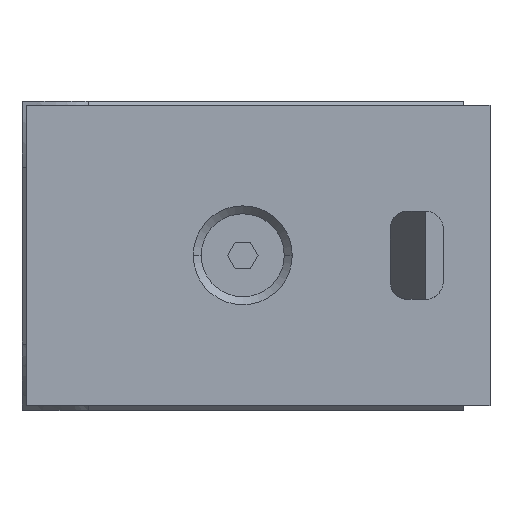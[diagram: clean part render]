
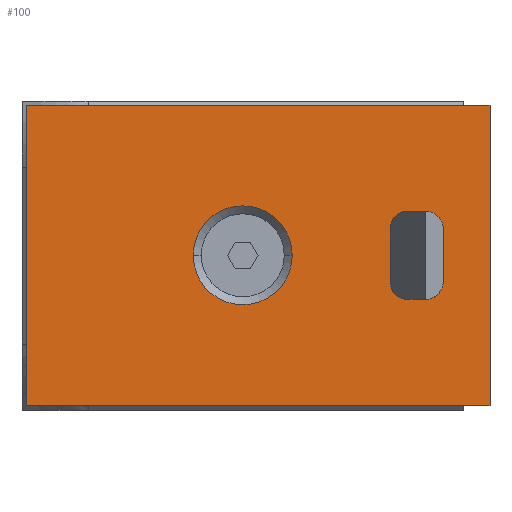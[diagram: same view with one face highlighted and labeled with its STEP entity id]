
A CAD part, top view. The second image highlights one B-rep face of the part: STEP entity #100.
In plain terms, the highlighted planar face has unit normal (0, 0, 1).
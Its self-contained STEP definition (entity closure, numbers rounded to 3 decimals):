
#82 = EDGE_CURVE ( 'NONE', #220, #270, #1135, .T. ) ;
#100 = ADVANCED_FACE ( 'NONE', ( #1160, #1159, #1158 ), #1166, .T. ) ;
#101 = EDGE_LOOP ( 'NONE', ( #102, #257 ) ) ;
#102 = ORIENTED_EDGE ( 'NONE', *, *, #82, .T. ) ;
#110 = EDGE_CURVE ( 'NONE', #348, #120, #1148, .T. ) ;
#111 = VERTEX_POINT ( 'NONE', #1144 ) ;
#117 = ORIENTED_EDGE ( 'NONE', *, *, #118, .F. ) ;
#118 = EDGE_CURVE ( 'NONE', #119, #310, #1072, .T. ) ;
#119 = VERTEX_POINT ( 'NONE', #1068 ) ;
#120 = VERTEX_POINT ( 'NONE', #1067 ) ;
#121 = VERTEX_POINT ( 'NONE', #1066 ) ;
#122 = ORIENTED_EDGE ( 'NONE', *, *, #368, .T. ) ;
#171 = EDGE_CURVE ( 'NONE', #266, #172, #1275, .T. ) ;
#172 = VERTEX_POINT ( 'NONE', #1244 ) ;
#173 = ORIENTED_EDGE ( 'NONE', *, *, #332, .T. ) ;
#220 = VERTEX_POINT ( 'NONE', #1330 ) ;
#257 = ORIENTED_EDGE ( 'NONE', *, *, #258, .T. ) ;
#258 = EDGE_CURVE ( 'NONE', #270, #220, #1386, .T. ) ;
#259 = EDGE_LOOP ( 'NONE', ( #260, #264, #267, #173 ) ) ;
#260 = ORIENTED_EDGE ( 'NONE', *, *, #261, .T. ) ;
#261 = EDGE_CURVE ( 'NONE', #262, #263, #1387, .T. ) ;
#262 = VERTEX_POINT ( 'NONE', #1322 ) ;
#263 = VERTEX_POINT ( 'NONE', #1321 ) ;
#264 = ORIENTED_EDGE ( 'NONE', *, *, #265, .T. ) ;
#265 = EDGE_CURVE ( 'NONE', #263, #266, #1320, .T. ) ;
#266 = VERTEX_POINT ( 'NONE', #1432 ) ;
#267 = ORIENTED_EDGE ( 'NONE', *, *, #171, .T. ) ;
#270 = VERTEX_POINT ( 'NONE', #1431 ) ;
#281 = EDGE_CURVE ( 'NONE', #121, #111, #1412, .T. ) ;
#282 = EDGE_CURVE ( 'NONE', #119, #111, #1408, .T. ) ;
#285 = EDGE_CURVE ( 'NONE', #348, #310, #1376, .T. ) ;
#286 = EDGE_CURVE ( 'NONE', #370, #374, #1471, .T. ) ;
#310 = VERTEX_POINT ( 'NONE', #1578 ) ;
#330 = ORIENTED_EDGE ( 'NONE', *, *, #285, .T. ) ;
#331 = ORIENTED_EDGE ( 'NONE', *, *, #373, .T. ) ;
#332 = EDGE_CURVE ( 'NONE', #172, #262, #1663, .T. ) ;
#333 = ORIENTED_EDGE ( 'NONE', *, *, #110, .F. ) ;
#347 = ORIENTED_EDGE ( 'NONE', *, *, #282, .T. ) ;
#348 = VERTEX_POINT ( 'NONE', #1605 ) ;
#368 = EDGE_CURVE ( 'NONE', #121, #374, #1563, .T. ) ;
#369 = ORIENTED_EDGE ( 'NONE', *, *, #281, .F. ) ;
#370 = VERTEX_POINT ( 'NONE', #1558 ) ;
#371 = ORIENTED_EDGE ( 'NONE', *, *, #286, .F. ) ;
#372 = EDGE_LOOP ( 'NONE', ( #369, #122, #371, #331, #333, #330, #117, #347 ) ) ;
#373 = EDGE_CURVE ( 'NONE', #370, #120, #1557, .T. ) ;
#374 = VERTEX_POINT ( 'NONE', #1552 ) ;
#1066 = CARTESIAN_POINT ( 'NONE',  ( 45.7, 22.5, 65. ) ) ;
#1067 = CARTESIAN_POINT ( 'NONE',  ( 45.7, 12.5, 65. ) ) ;
#1068 = CARTESIAN_POINT ( 'NONE',  ( 41.7, 20.5, 65. ) ) ;
#1069 = DIRECTION ( 'NONE',  ( 0., -1., 0. ) ) ;
#1070 = VECTOR ( 'NONE', #1069, 1000. ) ;
#1071 = CARTESIAN_POINT ( 'NONE',  ( 41.7, 12.5, 65. ) ) ;
#1072 = LINE ( 'NONE', #1071, #1070 ) ;
#1131 = DIRECTION ( 'NONE',  ( 1., 0., 0. ) ) ;
#1132 = DIRECTION ( 'NONE',  ( 0., 0., -1. ) ) ;
#1133 = CARTESIAN_POINT ( 'NONE',  ( 25., 17.5, 65. ) ) ;
#1134 = AXIS2_PLACEMENT_3D ( 'NONE', #1133, #1132, #1131 ) ;
#1135 = CIRCLE ( 'NONE', #1134, 5.6 ) ;
#1144 = CARTESIAN_POINT ( 'NONE',  ( 43.7, 22.5, 65. ) ) ;
#1145 = DIRECTION ( 'NONE',  ( 1., 0., 0. ) ) ;
#1146 = VECTOR ( 'NONE', #1145, 1000. ) ;
#1147 = CARTESIAN_POINT ( 'NONE',  ( 47.7, 12.5, 65. ) ) ;
#1148 = LINE ( 'NONE', #1147, #1146 ) ;
#1153 = DIRECTION ( 'NONE',  ( 1., 0., 0. ) ) ;
#1154 = DIRECTION ( 'NONE',  ( 0., 0., 1. ) ) ;
#1155 = CARTESIAN_POINT ( 'NONE',  ( 53., 0.5, 65. ) ) ;
#1156 = AXIS2_PLACEMENT_3D ( 'NONE', #1155, #1154, #1153 ) ;
#1158 = FACE_BOUND ( 'NONE', #372, .T. ) ;
#1159 = FACE_OUTER_BOUND ( 'NONE', #259, .T. ) ;
#1160 = FACE_BOUND ( 'NONE', #101, .T. ) ;
#1166 = PLANE ( 'NONE',  #1156 ) ;
#1244 = CARTESIAN_POINT ( 'NONE',  ( 0.5, 0.5, 65. ) ) ;
#1267 = DIRECTION ( 'NONE',  ( 0., -1., 0. ) ) ;
#1268 = VECTOR ( 'NONE', #1267, 1000. ) ;
#1269 = CARTESIAN_POINT ( 'NONE',  ( 0.5, 0.5, 65. ) ) ;
#1275 = LINE ( 'NONE', #1269, #1268 ) ;
#1317 = DIRECTION ( 'NONE',  ( -1., 0., 0. ) ) ;
#1318 = VECTOR ( 'NONE', #1317, 1000. ) ;
#1319 = CARTESIAN_POINT ( 'NONE',  ( 53., 34.5, 65. ) ) ;
#1320 = LINE ( 'NONE', #1319, #1318 ) ;
#1321 = CARTESIAN_POINT ( 'NONE',  ( 53., 34.5, 65. ) ) ;
#1322 = CARTESIAN_POINT ( 'NONE',  ( 53., 0.5, 65. ) ) ;
#1323 = DIRECTION ( 'NONE',  ( 0., 1., 0. ) ) ;
#1324 = VECTOR ( 'NONE', #1323, 1000. ) ;
#1325 = CARTESIAN_POINT ( 'NONE',  ( 53., 0.5, 65. ) ) ;
#1326 = DIRECTION ( 'NONE',  ( 1., 0., 0. ) ) ;
#1327 = DIRECTION ( 'NONE',  ( 0., 0., -1. ) ) ;
#1330 = CARTESIAN_POINT ( 'NONE',  ( 30.6, 17.5, 65. ) ) ;
#1372 = DIRECTION ( 'NONE',  ( 1., 0., 0. ) ) ;
#1373 = DIRECTION ( 'NONE',  ( 0., 0., -1. ) ) ;
#1374 = CARTESIAN_POINT ( 'NONE',  ( 43.7, 14.5, 65. ) ) ;
#1375 = AXIS2_PLACEMENT_3D ( 'NONE', #1374, #1373, #1372 ) ;
#1376 = CIRCLE ( 'NONE', #1375, 2. ) ;
#1384 = CARTESIAN_POINT ( 'NONE',  ( 25., 17.5, 65. ) ) ;
#1385 = AXIS2_PLACEMENT_3D ( 'NONE', #1384, #1327, #1326 ) ;
#1386 = CIRCLE ( 'NONE', #1385, 5.6 ) ;
#1387 = LINE ( 'NONE', #1325, #1324 ) ;
#1404 = DIRECTION ( 'NONE',  ( 1., 0., 0. ) ) ;
#1405 = DIRECTION ( 'NONE',  ( 0., 0., -1. ) ) ;
#1406 = CARTESIAN_POINT ( 'NONE',  ( 43.7, 20.5, 65. ) ) ;
#1407 = AXIS2_PLACEMENT_3D ( 'NONE', #1406, #1405, #1404 ) ;
#1408 = CIRCLE ( 'NONE', #1407, 2. ) ;
#1409 = DIRECTION ( 'NONE',  ( -1., 0., 0. ) ) ;
#1410 = VECTOR ( 'NONE', #1409, 1000. ) ;
#1411 = CARTESIAN_POINT ( 'NONE',  ( 47.7, 22.5, 65. ) ) ;
#1412 = LINE ( 'NONE', #1411, #1410 ) ;
#1431 = CARTESIAN_POINT ( 'NONE',  ( 19.4, 17.5, 65. ) ) ;
#1432 = CARTESIAN_POINT ( 'NONE',  ( 0.5, 34.5, 65. ) ) ;
#1468 = DIRECTION ( 'NONE',  ( 0., 1., 0. ) ) ;
#1469 = VECTOR ( 'NONE', #1468, 1000. ) ;
#1470 = CARTESIAN_POINT ( 'NONE',  ( 47.7, 12.5, 65. ) ) ;
#1471 = LINE ( 'NONE', #1470, #1469 ) ;
#1552 = CARTESIAN_POINT ( 'NONE',  ( 47.7, 20.5, 65. ) ) ;
#1553 = DIRECTION ( 'NONE',  ( 1., 0., 0. ) ) ;
#1554 = DIRECTION ( 'NONE',  ( 0., 0., -1. ) ) ;
#1555 = CARTESIAN_POINT ( 'NONE',  ( 45.7, 14.5, 65. ) ) ;
#1556 = AXIS2_PLACEMENT_3D ( 'NONE', #1555, #1554, #1553 ) ;
#1557 = CIRCLE ( 'NONE', #1556, 2. ) ;
#1558 = CARTESIAN_POINT ( 'NONE',  ( 47.7, 14.5, 65. ) ) ;
#1559 = DIRECTION ( 'NONE',  ( 1., 0., 0. ) ) ;
#1560 = DIRECTION ( 'NONE',  ( 0., 0., -1. ) ) ;
#1561 = CARTESIAN_POINT ( 'NONE',  ( 45.7, 20.5, 65. ) ) ;
#1562 = AXIS2_PLACEMENT_3D ( 'NONE', #1561, #1560, #1559 ) ;
#1563 = CIRCLE ( 'NONE', #1562, 2. ) ;
#1578 = CARTESIAN_POINT ( 'NONE',  ( 41.7, 14.5, 65. ) ) ;
#1605 = CARTESIAN_POINT ( 'NONE',  ( 43.7, 12.5, 65. ) ) ;
#1660 = DIRECTION ( 'NONE',  ( 1., 0., 0. ) ) ;
#1661 = VECTOR ( 'NONE', #1660, 1000. ) ;
#1662 = CARTESIAN_POINT ( 'NONE',  ( 53., 0.5, 65. ) ) ;
#1663 = LINE ( 'NONE', #1662, #1661 ) ;
